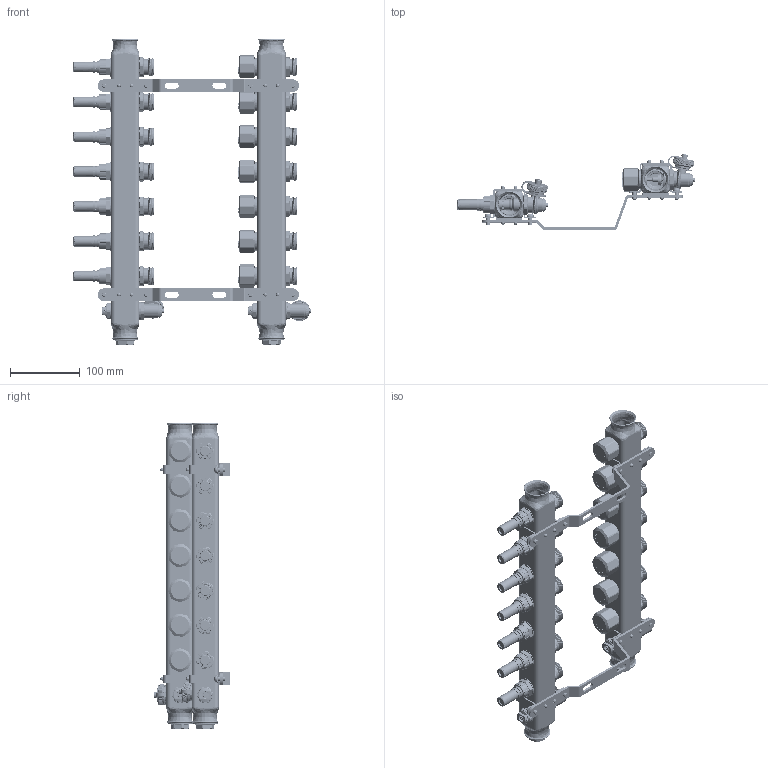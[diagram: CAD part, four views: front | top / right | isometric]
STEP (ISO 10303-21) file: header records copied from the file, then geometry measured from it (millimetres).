
FILE_DESCRIPTION (( 'STEP AP214' ), '1' );
FILE_NAME ('SSM-7RF.STEP', '2023-11-11T15:15:38', ( '' ), ( '' ), 'SwSTEP 2.0', 'SolidWorks 2018', '' );
FILE_SCHEMA (( 'AUTOMOTIVE_DESIGN' ));
Length unit declared in the file: millimetre
Products named in the file (51): 齬ァ概肣璃; 326.200.00__________24.2x2.STEP; 滑菸煦阨ん盓殤; 霜講數蚾饜极; 粟銅杶; 354.002.00__________.STEP; 霜講數肣媼芛; 3100-15-01____.STEP; 18X2.5; 3100-15-05____.STEP; 覦僅杶; 縐遠; 3100-15-04______.STEP; 盓殤砎々18潔擒; 黑簽; 3100-15-03____.STEP; 18X2; 粟銅; 裝赽; 霜講數郪蚾8; 祥凄詩裝赽; 7.6x1.9; 粟銅概郋蚾饜极; 蚾饜极す砎々; 囀鞠褒諉芛; M6X12蹟佪; 砎蝶菁啣; O____13x1.5.STEP; 肣菁啣; 粟銅釱; 概郋郪蚾8; ѹñ; W3100-15邿阨概.STEP; 懦伎鬥忒謫; 霜講數躇猾菜; SSM-7RF; 齬ァ概羲壽; 呿蹋羲壽; 3100-15-02____.STEP; 覦僅裔 ...
Assembly tree (94 placements, depth 5):
  SSM-7RF
    概郋郪蚾8
      懦伎鬥忒謫  x7
      囀鞠褒諉芛  x7
      粟銅概郋蚾饜极  x7
        媼芛簽
        ѹñ
        祥凄詩裝赽
        粟銅杶
        肣菁啣
        砎蝶菁啣
        7.6x1.9
        18X2.5
      8h
      黑簽
      W3100-15邿阨概
        W3100-15邿阨概.STEP
          3100-15-01____.STEP
          3100-15-02____.STEP
          3100-15-03____.STEP
          3100-15-04______.STEP
          O____10x2.5.STEP
          O____13x1.5.STEP
          O____7x1.5.STEP
          O____22x2.STEP
          3100-15-05____.STEP
          326.200.00__________24.2x2.STEP
          O____16x1.9.STEP  x2
          354.002.00__________.STEP
      齬ァ概
        齬ァ概肣璃
        齬ァ概呿蹋芛
        齬ァ概羲壽
        18X2
    霜講數郪蚾8
      霜講數諉芛  x7
      霜講數蚾饜极  x7
        呿蹋羲壽
        裝赽
        粟銅釱
        粟銅
        覦僅杶
        霜講數躇猾菜
        覦僅裔
        18X2
        霜講數肣媼芛
      8h
      黑簽
      W3100-15邿阨概
        W3100-15邿阨概.STEP
          3100-15-01____.STEP
          3100-15-02____.STEP
          3100-15-03____.STEP
          3100-15-04______.STEP
          O____10x2.5.STEP
          O____13x1.5.STEP
          O____7x1.5.STEP
          O____22x2.STEP
          3100-15-05____.STEP
          326.200.00__________24.2x2.STEP
Bounding box: 340.1 x 109.62 x 438.77 mm (x, y, z)
Volume: 644780.8 mm3; surface area: 675566.4 mm2
Topology: 207 solids, 207 shells, 9548 faces, 24058 edges, 15368 vertices
Faces by surface type: cylinder 4135, plane 2745, cone 1511, torus 704, bspline 453
Entity records: 119865 total; most frequent: CARTESIAN_POINT 66347, ORIENTED_EDGE 10944, DIRECTION 10523, EDGE_CURVE 5472, AXIS2_PLACEMENT_3D 4284, VERTEX_POINT 3504, EDGE_LOOP 2378, FACE_OUTER_BOUND 2144
